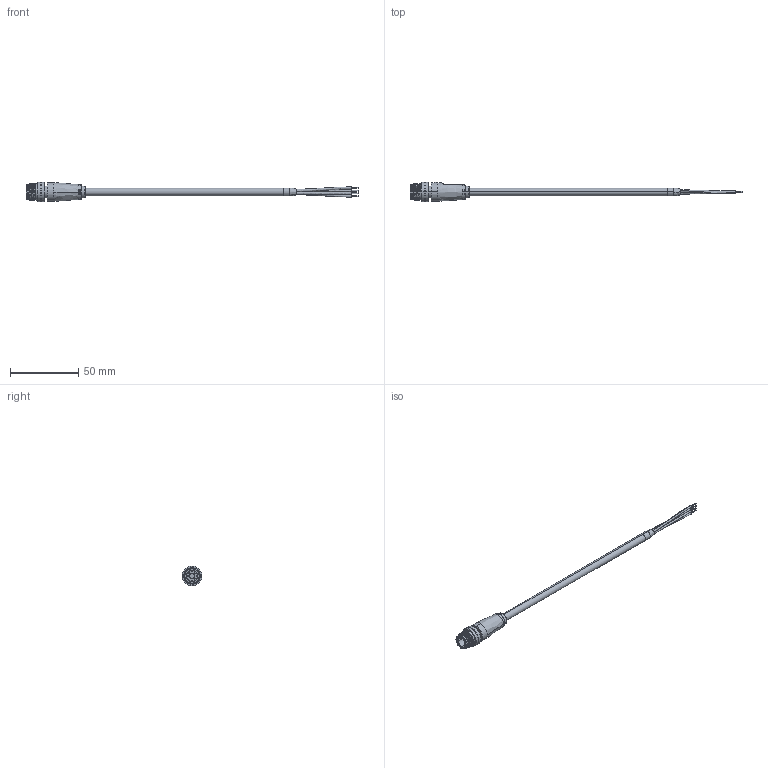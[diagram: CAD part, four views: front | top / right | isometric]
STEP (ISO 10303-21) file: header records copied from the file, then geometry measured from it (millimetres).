
FILE_DESCRIPTION (( 'STEP AP203' ), '1' );
FILE_NAME ('10-03824_revA.STEP', '2020-10-16T23:43:33', ( '' ), ( '' ), 'SwSTEP 2.0', 'SolidWorks 2015', '' );
FILE_SCHEMA (( 'CONFIG_CONTROL_DESIGN' ));
Length unit declared in the file: millimetre
Products named in the file (8): 50-00986-04___; 24-00349_Wire O6.8 mm; 50-00986-01___; 50-00986-02_For STEP file; 10-03824_revA; 50-00986-03___; 30-01570_M12 (50 with 5mm tinned); 50-00986___
Assembly tree (9 placements, depth 3):
  10-03824_revA
    30-01570_M12 (50 with 5mm tinned)
    24-00349_Wire O6.8 mm
    50-00986___
      50-00986-01___
      50-00986-02_For STEP file
      50-00986-03___  x3
      50-00986-04___
Bounding box: 243.5 x 14.5 x 14.5 mm (x, y, z)
Volume: 8962.5 mm3; surface area: 35452.7 mm2
Topology: 157 solids, 157 shells, 1242 faces, 2595 edges, 1694 vertices
Faces by surface type: cylinder 708, plane 407, bspline 57, torus 33, cone 31, sphere 6
Entity records: 36781 total; most frequent: CARTESIAN_POINT 9475, DIRECTION 5995, ORIENTED_EDGE 4892, AXIS2_PLACEMENT_3D 2564, EDGE_CURVE 2446, VERTEX_POINT 1610, EDGE_LOOP 1496, CIRCLE 1434
